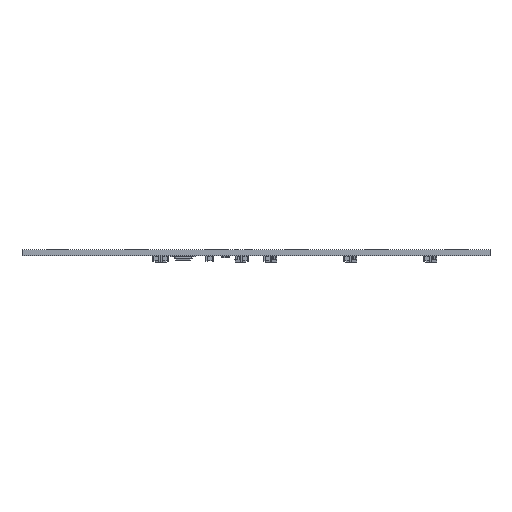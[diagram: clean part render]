
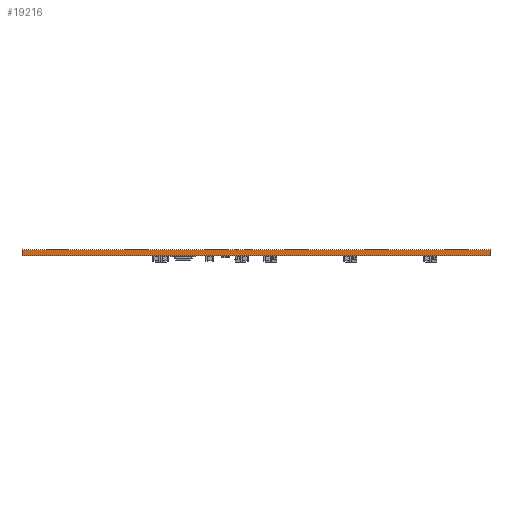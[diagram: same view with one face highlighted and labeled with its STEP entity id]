
A CAD part, front view. The second image highlights one B-rep face of the part: STEP entity #19216.
In plain terms, the highlighted planar face has unit normal (0, -1, 0).
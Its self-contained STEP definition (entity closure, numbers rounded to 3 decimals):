
#19216 = ADVANCED_FACE('',(#19217),#19251,.T.);
#19217 = FACE_BOUND('',#19218,.T.);
#19218 = EDGE_LOOP('',(#19219,#19229,#19237,#19245));
#19219 = ORIENTED_EDGE('',*,*,#19220,.T.);
#19220 = EDGE_CURVE('',#19221,#19223,#19225,.T.);
#19221 = VERTEX_POINT('',#19222);
#19222 = CARTESIAN_POINT('',(117.366,-100.,0.));
#19223 = VERTEX_POINT('',#19224);
#19224 = CARTESIAN_POINT('',(117.366,-100.,1.516));
#19225 = LINE('',#19226,#19227);
#19226 = CARTESIAN_POINT('',(117.366,-100.,0.));
#19227 = VECTOR('',#19228,1.);
#19228 = DIRECTION('',(0.,0.,1.));
#19229 = ORIENTED_EDGE('',*,*,#19230,.T.);
#19230 = EDGE_CURVE('',#19223,#19231,#19233,.T.);
#19231 = VERTEX_POINT('',#19232);
#19232 = CARTESIAN_POINT('',(0.,-100.,1.516));
#19233 = LINE('',#19234,#19235);
#19234 = CARTESIAN_POINT('',(117.366,-100.,1.516));
#19235 = VECTOR('',#19236,1.);
#19236 = DIRECTION('',(-1.,0.,0.));
#19237 = ORIENTED_EDGE('',*,*,#19238,.F.);
#19238 = EDGE_CURVE('',#19239,#19231,#19241,.T.);
#19239 = VERTEX_POINT('',#19240);
#19240 = CARTESIAN_POINT('',(0.,-100.,0.));
#19241 = LINE('',#19242,#19243);
#19242 = CARTESIAN_POINT('',(0.,-100.,0.));
#19243 = VECTOR('',#19244,1.);
#19244 = DIRECTION('',(0.,0.,1.));
#19245 = ORIENTED_EDGE('',*,*,#19246,.F.);
#19246 = EDGE_CURVE('',#19221,#19239,#19247,.T.);
#19247 = LINE('',#19248,#19249);
#19248 = CARTESIAN_POINT('',(117.366,-100.,0.));
#19249 = VECTOR('',#19250,1.);
#19250 = DIRECTION('',(-1.,0.,0.));
#19251 = PLANE('',#19252);
#19252 = AXIS2_PLACEMENT_3D('',#19253,#19254,#19255);
#19253 = CARTESIAN_POINT('',(117.366,-100.,0.));
#19254 = DIRECTION('',(0.,-1.,0.));
#19255 = DIRECTION('',(-1.,0.,0.));
